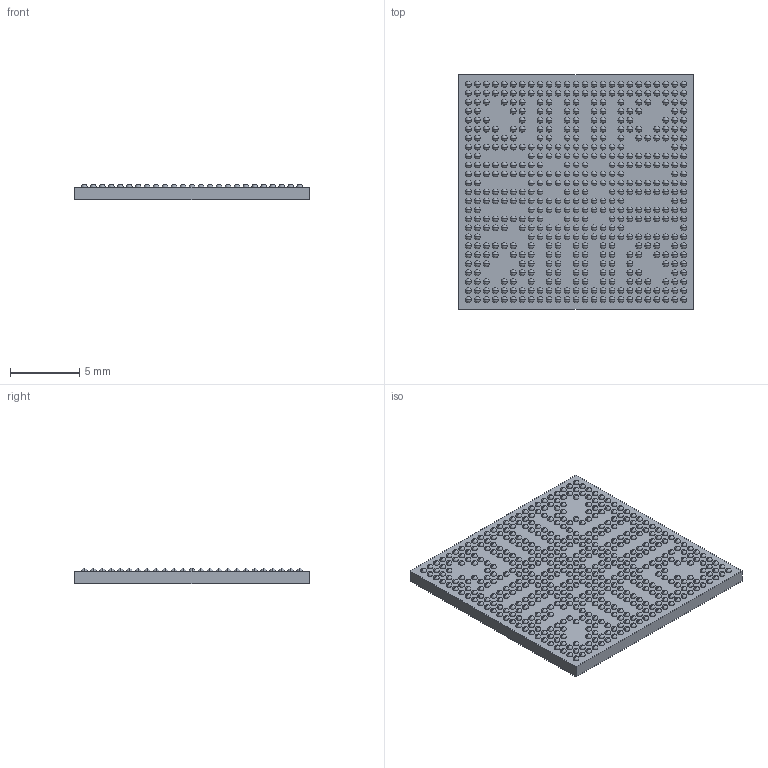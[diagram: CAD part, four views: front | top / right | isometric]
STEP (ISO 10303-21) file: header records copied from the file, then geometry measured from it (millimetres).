
FILE_DESCRIPTION((''),'2;1');
FILE_NAME('MICROPROCESSOR','2010-08-08T',('TSSWIE001'),(''),'PRO/ENGINEER BY PARAMETRIC TECHNOLOGY CORPORATION, 2008310','PRO/ENGINEER BY PARAMETRIC TECHNOLOGY CORPORATION, 2008310','');
FILE_SCHEMA(('AUTOMOTIVE_DESIGN_CC2 { 1 2 10303 214 -1 1 5 2 }'));
Length unit declared in the file: millimetre
Products named in the file (1): MICROPROCESSOR
Bounding box: 17 x 17 x 1.12 mm (x, y, z)
Volume: 269.6 mm3; surface area: 707.2 mm2
Topology: 1 solids, 1 shells, 991 faces, 2964 edges, 1485 vertices
Faces by surface type: sphere 982, plane 7, cylinder 2
Entity records: 33819 total; most frequent: DIRECTION 5932, CARTESIAN_POINT 4458, ORIENTED_EDGE 3964, AXIS2_PLACEMENT_3D 2959, PRESENTATION_STYLE_ASSIGNMENT 1990, STYLED_ITEM 1983, CURVE_STYLE 1982, EDGE_CURVE 1982
